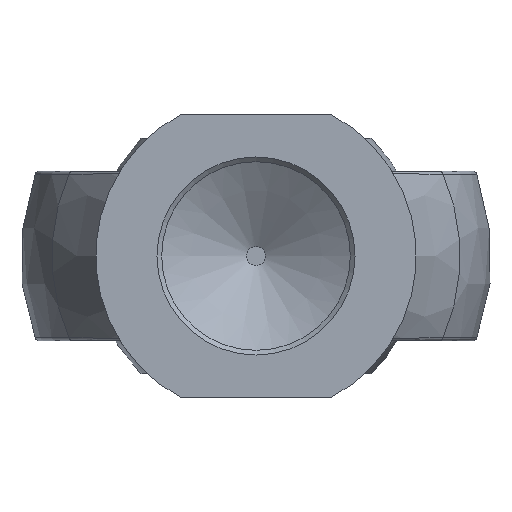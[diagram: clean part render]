
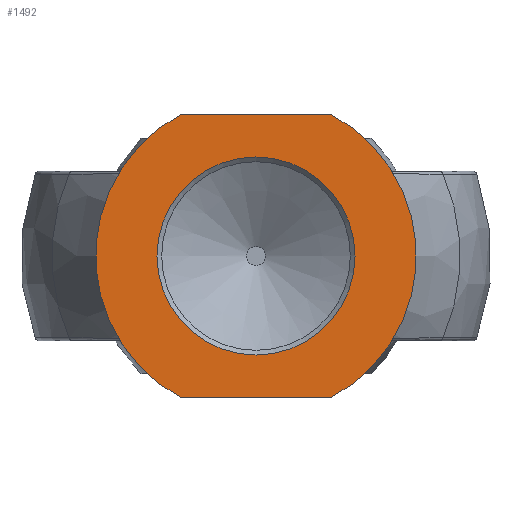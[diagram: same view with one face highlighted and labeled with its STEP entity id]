
A CAD part, front view. The second image highlights one B-rep face of the part: STEP entity #1492.
In plain terms, the highlighted planar face has unit normal (0, -1, 0).
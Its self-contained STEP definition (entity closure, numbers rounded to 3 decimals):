
#11 = DIRECTION ( 'NONE',  ( 0., -1., 0. ) ) ;
#21 = EDGE_CURVE ( 'NONE', #1918, #767, #2478, .T. ) ;
#22 = DIRECTION ( 'NONE',  ( 0., 0., -1. ) ) ;
#25 = CARTESIAN_POINT ( 'NONE',  ( 7.95, -77., -14.8 ) ) ;
#61 = AXIS2_PLACEMENT_3D ( 'NONE', #2370, #1481, #1080 ) ;
#123 = EDGE_CURVE ( 'NONE', #627, #1795, #1197, .T. ) ;
#179 = DIRECTION ( 'NONE',  ( 0., 0., -1. ) ) ;
#225 = EDGE_CURVE ( 'NONE', #430, #767, #1599, .T. ) ;
#276 = CIRCLE ( 'NONE', #2702, 17. ) ;
#292 = ORIENTED_EDGE ( 'NONE', *, *, #1070, .T. ) ;
#329 = AXIS2_PLACEMENT_3D ( 'NONE', #1398, #2620, #1578 ) ;
#367 = ORIENTED_EDGE ( 'NONE', *, *, #2531, .F. ) ;
#403 = ORIENTED_EDGE ( 'NONE', *, *, #1653, .T. ) ;
#430 = VERTEX_POINT ( 'NONE', #1079 ) ;
#500 = VERTEX_POINT ( 'NONE', #1826 ) ;
#510 = VERTEX_POINT ( 'NONE', #2488 ) ;
#569 = EDGE_CURVE ( 'NONE', #500, #627, #276, .T. ) ;
#578 = DIRECTION ( 'NONE',  ( 0., -1., 0. ) ) ;
#583 = ORIENTED_EDGE ( 'NONE', *, *, #961, .T. ) ;
#618 = DIRECTION ( 'NONE',  ( 0., 1., 0. ) ) ;
#627 = VERTEX_POINT ( 'NONE', #1668 ) ;
#630 = VECTOR ( 'NONE', #1455, 1000. ) ;
#685 = CARTESIAN_POINT ( 'NONE',  ( 0., -77., -10.5 ) ) ;
#703 = EDGE_CURVE ( 'NONE', #1918, #500, #1771, .T. ) ;
#748 = DIRECTION ( 'NONE',  ( 0., -1., 0. ) ) ;
#767 = VERTEX_POINT ( 'NONE', #2250 ) ;
#776 = ORIENTED_EDGE ( 'NONE', *, *, #225, .T. ) ;
#777 = VECTOR ( 'NONE', #1877, 1000. ) ;
#795 = CARTESIAN_POINT ( 'NONE',  ( 0., -77., 0. ) ) ;
#804 = CARTESIAN_POINT ( 'NONE',  ( -25., -77., -15. ) ) ;
#862 = DIRECTION ( 'NONE',  ( 0., -1., 0. ) ) ;
#896 = AXIS2_PLACEMENT_3D ( 'NONE', #2465, #578, #179 ) ;
#961 = EDGE_CURVE ( 'NONE', #1740, #1740, #1289, .T. ) ;
#989 = CIRCLE ( 'NONE', #1253, 0.2 ) ;
#995 = PLANE ( 'NONE',  #896 ) ;
#1003 = ORIENTED_EDGE ( 'NONE', *, *, #21, .F. ) ;
#1036 = LINE ( 'NONE', #804, #777 ) ;
#1070 = EDGE_CURVE ( 'NONE', #510, #430, #1651, .T. ) ;
#1079 = CARTESIAN_POINT ( 'NONE',  ( 8.044, -77., 14.976 ) ) ;
#1080 = DIRECTION ( 'NONE',  ( 0., 0., -1. ) ) ;
#1175 = EDGE_LOOP ( 'NONE', ( #1811, #1853, #367, #403, #292, #776, #1003, #1635 ) ) ;
#1197 = CIRCLE ( 'NONE', #61, 0.2 ) ;
#1253 = AXIS2_PLACEMENT_3D ( 'NONE', #25, #862, #2323 ) ;
#1268 = CARTESIAN_POINT ( 'NONE',  ( -7.95, -77., -15. ) ) ;
#1289 = CIRCLE ( 'NONE', #1426, 10.5 ) ;
#1398 = CARTESIAN_POINT ( 'NONE',  ( 7.95, -77., 14.8 ) ) ;
#1426 = AXIS2_PLACEMENT_3D ( 'NONE', #1875, #618, #2292 ) ;
#1434 = CARTESIAN_POINT ( 'NONE',  ( -25., -77., 15. ) ) ;
#1455 = DIRECTION ( 'NONE',  ( 1., 0., 0. ) ) ;
#1464 = DIRECTION ( 'NONE',  ( 0., -1., 0. ) ) ;
#1473 = EDGE_LOOP ( 'NONE', ( #583 ) ) ;
#1481 = DIRECTION ( 'NONE',  ( 0., -1., 0. ) ) ;
#1492 = ADVANCED_FACE ( 'NONE', ( #2322, #2078 ), #995, .T. ) ;
#1537 = DIRECTION ( 'NONE',  ( 0., 0., -1. ) ) ;
#1550 = AXIS2_PLACEMENT_3D ( 'NONE', #2098, #11, #22 ) ;
#1578 = DIRECTION ( 'NONE',  ( 0., 0., -1. ) ) ;
#1599 = CIRCLE ( 'NONE', #329, 0.2 ) ;
#1635 = ORIENTED_EDGE ( 'NONE', *, *, #703, .T. ) ;
#1651 = CIRCLE ( 'NONE', #1550, 17. ) ;
#1653 = EDGE_CURVE ( 'NONE', #1778, #510, #989, .T. ) ;
#1668 = CARTESIAN_POINT ( 'NONE',  ( -8.044, -77., -14.976 ) ) ;
#1740 = VERTEX_POINT ( 'NONE', #685 ) ;
#1771 = CIRCLE ( 'NONE', #1863, 0.2 ) ;
#1778 = VERTEX_POINT ( 'NONE', #2376 ) ;
#1795 = VERTEX_POINT ( 'NONE', #1268 ) ;
#1811 = ORIENTED_EDGE ( 'NONE', *, *, #569, .T. ) ;
#1826 = CARTESIAN_POINT ( 'NONE',  ( -8.044, -77., 14.976 ) ) ;
#1853 = ORIENTED_EDGE ( 'NONE', *, *, #123, .T. ) ;
#1863 = AXIS2_PLACEMENT_3D ( 'NONE', #2608, #748, #1537 ) ;
#1866 = DIRECTION ( 'NONE',  ( 0., 0., -1. ) ) ;
#1875 = CARTESIAN_POINT ( 'NONE',  ( 0., -77., 0. ) ) ;
#1877 = DIRECTION ( 'NONE',  ( -1., 0., 0. ) ) ;
#1918 = VERTEX_POINT ( 'NONE', #2669 ) ;
#2078 = FACE_OUTER_BOUND ( 'NONE', #1175, .T. ) ;
#2098 = CARTESIAN_POINT ( 'NONE',  ( 0., -77., 0. ) ) ;
#2250 = CARTESIAN_POINT ( 'NONE',  ( 7.95, -77., 15. ) ) ;
#2292 = DIRECTION ( 'NONE',  ( 0., 0., -1. ) ) ;
#2322 = FACE_BOUND ( 'NONE', #1473, .T. ) ;
#2323 = DIRECTION ( 'NONE',  ( 0., 0., -1. ) ) ;
#2370 = CARTESIAN_POINT ( 'NONE',  ( -7.95, -77., -14.8 ) ) ;
#2376 = CARTESIAN_POINT ( 'NONE',  ( 7.95, -77., -15. ) ) ;
#2465 = CARTESIAN_POINT ( 'NONE',  ( 0., -77., 0. ) ) ;
#2478 = LINE ( 'NONE', #1434, #630 ) ;
#2488 = CARTESIAN_POINT ( 'NONE',  ( 8.044, -77., -14.976 ) ) ;
#2531 = EDGE_CURVE ( 'NONE', #1778, #1795, #1036, .T. ) ;
#2608 = CARTESIAN_POINT ( 'NONE',  ( -7.95, -77., 14.8 ) ) ;
#2620 = DIRECTION ( 'NONE',  ( 0., -1., 0. ) ) ;
#2669 = CARTESIAN_POINT ( 'NONE',  ( -7.95, -77., 15. ) ) ;
#2702 = AXIS2_PLACEMENT_3D ( 'NONE', #795, #1464, #1866 ) ;
